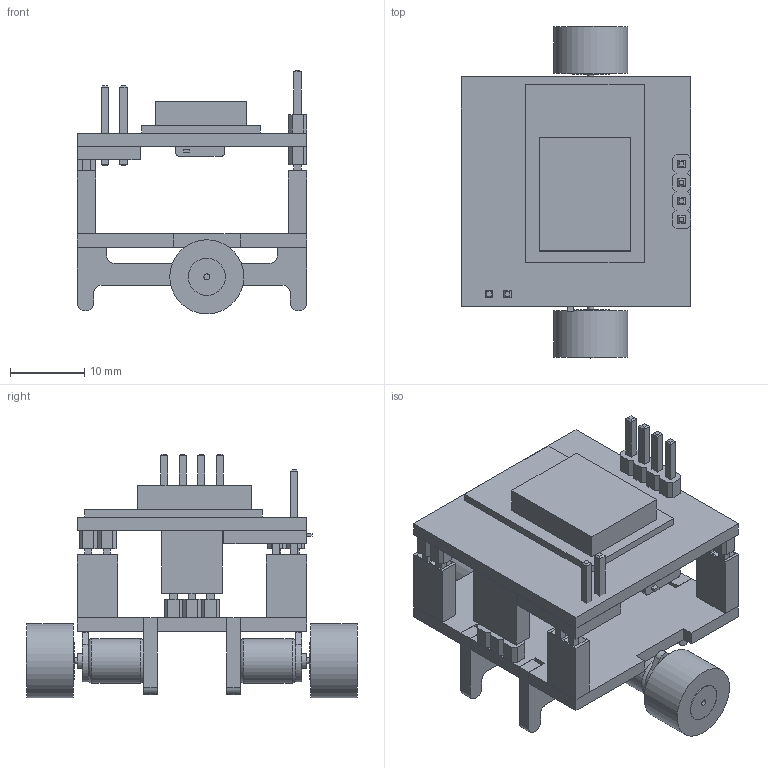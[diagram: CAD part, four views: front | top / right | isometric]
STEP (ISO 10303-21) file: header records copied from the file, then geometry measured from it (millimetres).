
FILE_DESCRIPTION(/* description */ (''),/* implementation_level */ '2;1');
FILE_NAME(/* name */ 'Frame.stp',/* time_stamp */ '2016-09-07T13:59:04-04:00',/* author */ ('Thomas Gurriet'),/* organization */ ('Georgia Tech'),/* preprocessor_version */ 'ST-DEVELOPER v16.5',/* originating_system */ 'Autodesk Inventor 2017',/* authorisation */ '');
FILE_SCHEMA (('AUTOMOTIVE_DESIGN { 1 0 10303 214 3 1 1 }'));
Length unit declared in the file: millimetre
Products named in the file (1): Frame
Bounding box: 31 x 44.8 x 32.9 mm (x, y, z)
Volume: 7377.3 mm3; surface area: 9825.4 mm2
Topology: 25 solids, 25 shells, 571 faces, 1364 edges, 868 vertices
Faces by surface type: plane 509, cylinder 58, torus 4
Full cylindrical faces by diameter (mm): 0.8 x8, 1.5 x4, 2 x2, 5 x4, 6 x2, 10 x2
Entity records: 16086 total; most frequent: CARTESIAN_POINT 2778, ORIENTED_EDGE 2676, DIRECTION 2602, EDGE_CURVE 1338, LINE 1218, VECTOR 1218, VERTEX_POINT 868, AXIS2_PLACEMENT_3D 692
